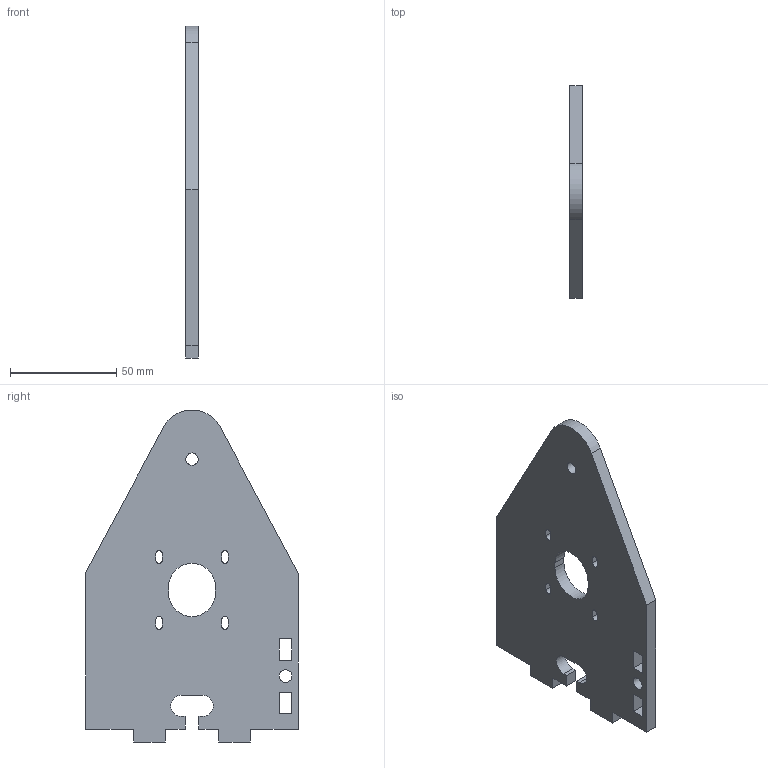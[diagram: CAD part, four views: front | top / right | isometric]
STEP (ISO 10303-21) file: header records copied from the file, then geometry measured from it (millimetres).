
FILE_DESCRIPTION(/* description */ (''),/* implementation_level */ '2;1');
FILE_NAME(/* name */ 'Flange 2.step',/* time_stamp */ '2020-08-29T16:42:48-07:00',/* author */ (''),/* organization */ (''),/* preprocessor_version */ 'ST-DEVELOPER v18.1',/* originating_system */ 'Autodesk Translation Framework v9.3.0.1241',/* authorisation */ '');
FILE_SCHEMA (('AUTOMOTIVE_DESIGN { 1 0 10303 214 3 1 1 }'));
Length unit declared in the file: millimetre
Products named in the file (1): Flange 2
Bounding box: 6 x 100 x 156.12 mm (x, y, z)
Volume: 66724.7 mm3; surface area: 26723.4 mm2
Topology: 1 solids, 1 shells, 54 faces, 156 edges, 104 vertices
Faces by surface type: plane 39, cylinder 15
Full cylindrical faces by diameter (mm): 5.8 x1, 6 x1
Entity records: 1839 total; most frequent: CARTESIAN_POINT 315, ORIENTED_EDGE 312, DIRECTION 296, EDGE_CURVE 156, LINE 126, VECTOR 126, VERTEX_POINT 104, AXIS2_PLACEMENT_3D 85
